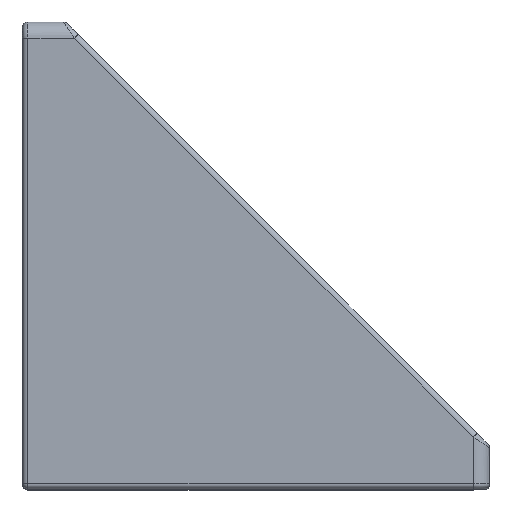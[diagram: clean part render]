
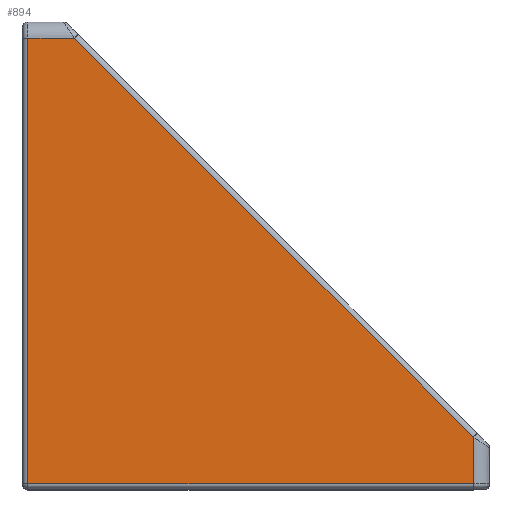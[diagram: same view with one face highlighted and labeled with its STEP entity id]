
A CAD part, top view. The second image highlights one B-rep face of the part: STEP entity #894.
In plain terms, the highlighted planar face has unit normal (0, 0, 1).
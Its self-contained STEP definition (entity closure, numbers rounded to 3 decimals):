
#658 = CARTESIAN_POINT ( 'NONE',  ( 83., 1., 87. ) ) ;
#659 = CARTESIAN_POINT ( 'NONE',  ( 83., 9.586, 87. ) ) ;
#668 = CARTESIAN_POINT ( 'NONE',  ( 9.586, 83., 87. ) ) ;
#669 = CARTESIAN_POINT ( 'NONE',  ( 1., 83., 87. ) ) ;
#670 = CARTESIAN_POINT ( 'NONE',  ( 1., 1., 87. ) ) ;
#894 = ADVANCED_FACE ( 'NONE', ( #7818 ), #1912, .T. ) ;
#1900 = CARTESIAN_POINT ( 'NONE',  ( 86., 0., 87. ) ) ;
#1912 = PLANE ( 'NONE',  #11098 ) ;
#1916 = DIRECTION ( 'NONE',  ( 0., 0., 1. ) ) ;
#1917 = DIRECTION ( 'NONE',  ( 1., 0., 0. ) ) ;
#4365 = ORIENTED_EDGE ( 'NONE', *, *, #15619, .T. ) ;
#7818 = FACE_OUTER_BOUND ( 'NONE', #12245, .T. ) ;
#10364 = VERTEX_POINT ( 'NONE', #658 ) ;
#10367 = VERTEX_POINT ( 'NONE', #659 ) ;
#10383 = VERTEX_POINT ( 'NONE', #668 ) ;
#10385 = VERTEX_POINT ( 'NONE', #669 ) ;
#10386 = VERTEX_POINT ( 'NONE', #670 ) ;
#11098 = AXIS2_PLACEMENT_3D ( 'NONE', #1900, #1916, #1917 ) ;
#12245 = EDGE_LOOP ( 'NONE', ( #12976, #4365, #12974, #12916, #12325 ) ) ;
#12325 = ORIENTED_EDGE ( 'NONE', *, *, #15616, .T. ) ;
#12916 = ORIENTED_EDGE ( 'NONE', *, *, #15617, .T. ) ;
#12974 = ORIENTED_EDGE ( 'NONE', *, *, #15618, .T. ) ;
#12976 = ORIENTED_EDGE ( 'NONE', *, *, #15620, .T. ) ;
#15616 = EDGE_CURVE ( 'NONE', #10386, #10364, #18529, .T. ) ;
#15617 = EDGE_CURVE ( 'NONE', #10385, #10386, #18521, .T. ) ;
#15618 = EDGE_CURVE ( 'NONE', #10383, #10385, #18533, .T. ) ;
#15619 = EDGE_CURVE ( 'NONE', #10367, #10383, #18535, .T. ) ;
#15620 = EDGE_CURVE ( 'NONE', #10364, #10367, #18537, .T. ) ;
#18521 = LINE ( 'NONE', #20685, #18534 ) ;
#18529 = LINE ( 'NONE', #20741, #18532 ) ;
#18532 = VECTOR ( 'NONE', #20745, 1000. ) ;
#18533 = LINE ( 'NONE', #20751, #18536 ) ;
#18534 = VECTOR ( 'NONE', #20747, 1000. ) ;
#18535 = LINE ( 'NONE', #20756, #18538 ) ;
#18536 = VECTOR ( 'NONE', #20754, 1000. ) ;
#18537 = LINE ( 'NONE', #20761, #18540 ) ;
#18538 = VECTOR ( 'NONE', #20759, 1000. ) ;
#18540 = VECTOR ( 'NONE', #20764, 1000. ) ;
#20685 = CARTESIAN_POINT ( 'NONE',  ( 1., 1., 87. ) ) ;
#20741 = CARTESIAN_POINT ( 'NONE',  ( 83., 1., 87. ) ) ;
#20745 = DIRECTION ( 'NONE',  ( 1., 0., 0. ) ) ;
#20747 = DIRECTION ( 'NONE',  ( 0., -1., 0. ) ) ;
#20751 = CARTESIAN_POINT ( 'NONE',  ( 1., 83., 87. ) ) ;
#20754 = DIRECTION ( 'NONE',  ( -1., 0., 0. ) ) ;
#20756 = CARTESIAN_POINT ( 'NONE',  ( 10.293, 82.293, 87. ) ) ;
#20759 = DIRECTION ( 'NONE',  ( -0.707, 0.707, 0. ) ) ;
#20761 = CARTESIAN_POINT ( 'NONE',  ( 83., 8., 87. ) ) ;
#20764 = DIRECTION ( 'NONE',  ( 0., 1., 0. ) ) ;
